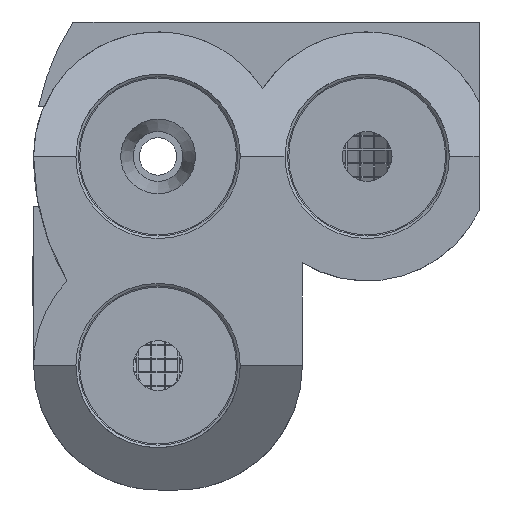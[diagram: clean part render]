
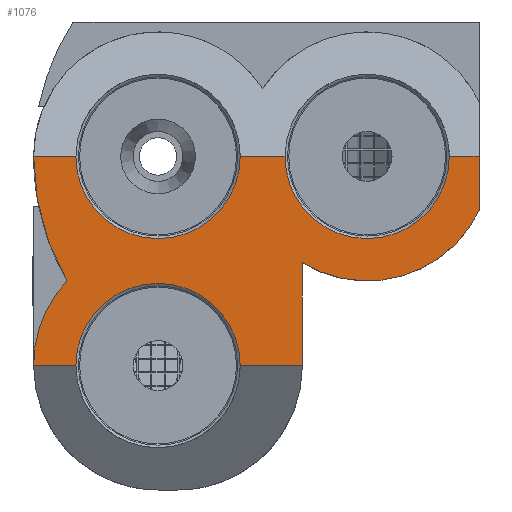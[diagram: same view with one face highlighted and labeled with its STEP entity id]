
A CAD part, front view. The second image highlights one B-rep face of the part: STEP entity #1076.
In plain terms, the highlighted planar face has unit normal (0, -1, 0).
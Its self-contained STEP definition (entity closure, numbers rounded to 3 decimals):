
#137=FACE_OUTER_BOUND('',#2573,.T.);
#719=CIRCLE('',#11102,0.165);
#730=CIRCLE('',#11119,0.165);
#734=CIRCLE('',#11126,0.165);
#833=CIRCLE('',#11249,0.25);
#834=CIRCLE('',#11250,0.5);
#835=CIRCLE('',#11251,0.25);
#1076=ADVANCED_FACE('',(#137),#1613,.T.);
#1613=PLANE('',#11252);
#2573=EDGE_LOOP('',(#3553,#3554,#3555,#3556,#3557,#3558,#3559,#3560,#3561,
#3562,#3563,#3564,#3565));
#3553=ORIENTED_EDGE('',*,*,#7806,.F.);
#3554=ORIENTED_EDGE('',*,*,#7807,.F.);
#3555=ORIENTED_EDGE('',*,*,#7808,.T.);
#3556=ORIENTED_EDGE('',*,*,#7809,.F.);
#3557=ORIENTED_EDGE('',*,*,#7810,.T.);
#3558=ORIENTED_EDGE('',*,*,#7558,.F.);
#3559=ORIENTED_EDGE('',*,*,#7811,.T.);
#3560=ORIENTED_EDGE('',*,*,#7570,.F.);
#3561=ORIENTED_EDGE('',*,*,#7812,.T.);
#3562=ORIENTED_EDGE('',*,*,#7813,.T.);
#3563=ORIENTED_EDGE('',*,*,#7814,.T.);
#3564=ORIENTED_EDGE('',*,*,#7815,.F.);
#3565=ORIENTED_EDGE('',*,*,#7575,.F.);
#6503=VERTEX_POINT('',#14622);
#6504=VERTEX_POINT('',#14623);
#6515=VERTEX_POINT('',#14651);
#6516=VERTEX_POINT('',#14652);
#6520=VERTEX_POINT('',#14663);
#6521=VERTEX_POINT('',#14664);
#6724=VERTEX_POINT('',#15669);
#6725=VERTEX_POINT('',#15671);
#6726=VERTEX_POINT('',#15673);
#6727=VERTEX_POINT('',#15675);
#6728=VERTEX_POINT('',#15679);
#6729=VERTEX_POINT('',#15681);
#6730=VERTEX_POINT('',#15683);
#7558=EDGE_CURVE('',#6503,#6504,#719,.T.);
#7570=EDGE_CURVE('',#6515,#6516,#730,.T.);
#7575=EDGE_CURVE('',#6520,#6521,#734,.T.);
#7806=EDGE_CURVE('',#6724,#6520,#9190,.T.);
#7807=EDGE_CURVE('',#6725,#6724,#9191,.T.);
#7808=EDGE_CURVE('',#6725,#6726,#833,.T.);
#7809=EDGE_CURVE('',#6727,#6726,#9192,.T.);
#7810=EDGE_CURVE('',#6727,#6504,#9193,.T.);
#7811=EDGE_CURVE('',#6503,#6516,#9194,.T.);
#7812=EDGE_CURVE('',#6515,#6728,#9195,.T.);
#7813=EDGE_CURVE('',#6728,#6729,#834,.T.);
#7814=EDGE_CURVE('',#6729,#6730,#835,.T.);
#7815=EDGE_CURVE('',#6521,#6730,#9196,.T.);
#9190=LINE('',#15668,#10161);
#9191=LINE('',#15670,#10162);
#9192=LINE('',#15674,#10163);
#9193=LINE('',#15676,#10164);
#9194=LINE('',#15677,#10165);
#9195=LINE('',#15678,#10166);
#9196=LINE('',#15684,#10167);
#10161=VECTOR('',#12260,1.);
#10162=VECTOR('',#12261,1.);
#10163=VECTOR('',#12264,1.);
#10164=VECTOR('',#12265,1.);
#10165=VECTOR('',#12266,1.);
#10166=VECTOR('',#12267,1.);
#10167=VECTOR('',#12272,1.);
#11102=AXIS2_PLACEMENT_3D('',#14621,#11938,#11939);
#11119=AXIS2_PLACEMENT_3D('',#14650,#11972,#11973);
#11126=AXIS2_PLACEMENT_3D('',#14662,#11986,#11987);
#11249=AXIS2_PLACEMENT_3D('',#15672,#12262,#12263);
#11250=AXIS2_PLACEMENT_3D('',#15680,#12268,#12269);
#11251=AXIS2_PLACEMENT_3D('',#15682,#12270,#12271);
#11252=AXIS2_PLACEMENT_3D('',#15685,#12273,#12274);
#11938=DIRECTION('',(0.,-1.,0.));
#11939=DIRECTION('',(1.,0.,0.));
#11972=DIRECTION('',(0.,-1.,0.));
#11973=DIRECTION('',(1.,0.,0.));
#11986=DIRECTION('',(0.,-1.,0.));
#11987=DIRECTION('',(1.,0.,0.));
#12260=DIRECTION('',(-1.,0.,0.));
#12261=DIRECTION('',(0.,0.,-1.));
#12262=DIRECTION('',(0.,-1.,0.));
#12263=DIRECTION('',(1.,0.,0.));
#12264=DIRECTION('',(0.,0.,-1.));
#12265=DIRECTION('',(-1.,0.,0.));
#12266=DIRECTION('',(-1.,0.,0.));
#12267=DIRECTION('',(-1.,0.,0.));
#12268=DIRECTION('',(0.,-1.,0.));
#12269=DIRECTION('',(1.,0.,0.));
#12270=DIRECTION('',(0.,-1.,0.));
#12271=DIRECTION('',(1.,0.,0.));
#12272=DIRECTION('',(-1.,0.,0.));
#12273=DIRECTION('',(0.,-1.,0.));
#12274=DIRECTION('',(0.,0.,-1.));
#14621=CARTESIAN_POINT('',(0.17,-0.966,0.));
#14622=CARTESIAN_POINT('',(0.005,-0.966,0.));
#14623=CARTESIAN_POINT('',(0.335,-0.966,0.));
#14650=CARTESIAN_POINT('',(-0.25,-0.966,0.));
#14651=CARTESIAN_POINT('',(-0.415,-0.966,0.));
#14652=CARTESIAN_POINT('',(-0.085,-0.966,0.));
#14662=CARTESIAN_POINT('',(-0.25,-0.966,-0.42));
#14663=CARTESIAN_POINT('',(-0.085,-0.966,-0.42));
#14664=CARTESIAN_POINT('',(-0.415,-0.966,-0.42));
#15668=CARTESIAN_POINT('',(0.485,-0.966,-0.42));
#15669=CARTESIAN_POINT('',(0.04,-0.966,-0.42));
#15670=CARTESIAN_POINT('',(0.04,-0.966,-0.214));
#15671=CARTESIAN_POINT('',(0.04,-0.966,-0.214));
#15672=CARTESIAN_POINT('',(0.17,-0.966,0.));
#15673=CARTESIAN_POINT('',(0.395,-0.966,-0.109));
#15674=CARTESIAN_POINT('',(0.395,-0.966,0.818));
#15675=CARTESIAN_POINT('',(0.395,-0.966,0.));
#15676=CARTESIAN_POINT('',(0.485,-0.966,0.));
#15677=CARTESIAN_POINT('',(0.485,-0.966,0.));
#15678=CARTESIAN_POINT('',(0.485,-0.966,0.));
#15679=CARTESIAN_POINT('',(-0.5,-0.966,0.));
#15680=CARTESIAN_POINT('',(0.,-0.966,0.));
#15681=CARTESIAN_POINT('',(-0.433,-0.966,-0.25));
#15682=CARTESIAN_POINT('',(-0.25,-0.966,-0.42));
#15683=CARTESIAN_POINT('',(-0.5,-0.966,-0.42));
#15684=CARTESIAN_POINT('',(0.485,-0.966,-0.42));
#15685=CARTESIAN_POINT('',(0.,-0.966,0.));
